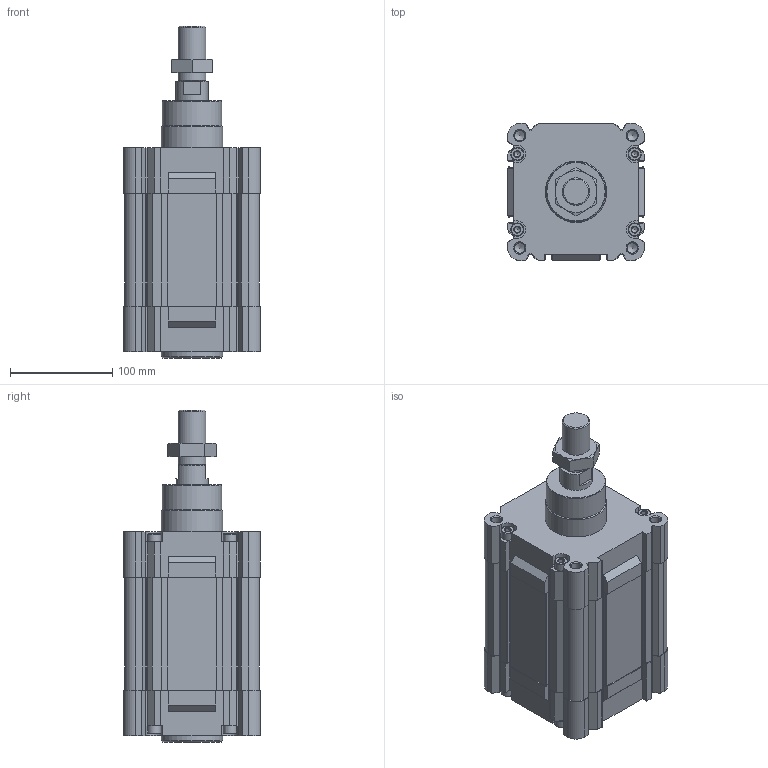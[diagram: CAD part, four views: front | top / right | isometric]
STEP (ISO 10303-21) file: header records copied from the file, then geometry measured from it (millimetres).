
FILE_DESCRIPTION(/* description */ ('STEP AP214'),/* implementation_level */ '2;1');
FILE_NAME(/* name */ '163498_DNC-125-40-PPV-A',/* time_stamp */ '2024-08-20T15:50:39+02:00',/* author */ ('License CC BY-ND 4.0'),/* organization */ ('CADENAS'),/* preprocessor_version */ 'ST-DEVELOPER v19.3',/* originating_system */ 'PARTsolutions',/* authorisation */ ' ');
FILE_SCHEMA (('AUTOMOTIVE_DESIGN {1 0 10303 214 3 1 1}'));
Length unit declared in the file: millimetre
Products named in the file (4): 163498 DNC-125-40-PPV-A---(asm_0); 163498 DNC-125-40---(ZR); DNC-125-40---(KS); DIN-439-B - M27x2(F)
Assembly tree (3 placements, depth 2):
  163498 DNC-125-40-PPV-A---(asm_0)
    163498 DNC-125-40---(ZR)
    DNC-125-40---(KS)
    DIN-439-B - M27x2(F)
Bounding box: 134 x 134 x 325 mm (x, y, z)
Volume: 3066231.1 mm3; surface area: 292538.6 mm2
Topology: 3 solids, 3 shells, 674 faces, 1835 edges, 1195 vertices
Faces by surface type: plane 392, cylinder 183, cone 99
Full cylindrical faces by diameter (mm): 4.917 x2, 5.8 x8, 10.106 x8, 12 x2, 13 x8, 18.631 x2, 24.835 x1, 27 x1, 32 x2, 58 x1, 60 x2, 125 x2
Entity records: 20778 total; most frequent: CARTESIAN_POINT 3922, DIRECTION 3456, ORIENTED_EDGE 3422, EDGE_CURVE 1711, LINE 1186, VECTOR 1186, VERTEX_POINT 1173, AXIS2_PLACEMENT_3D 1135
